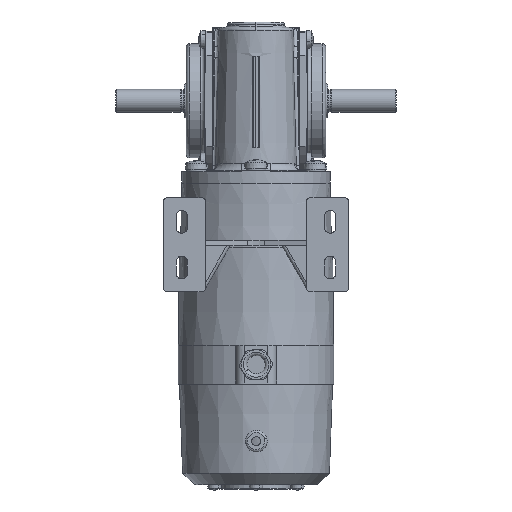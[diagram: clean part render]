
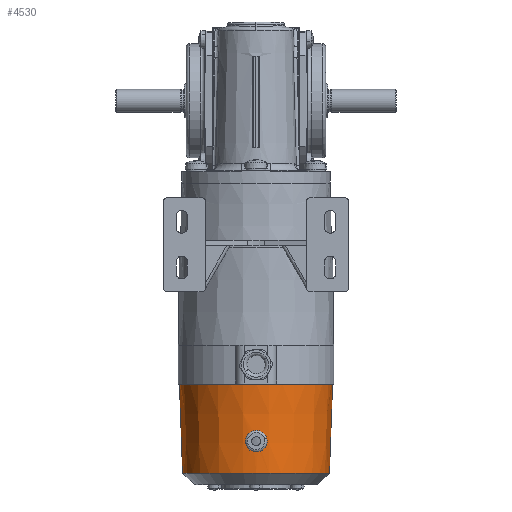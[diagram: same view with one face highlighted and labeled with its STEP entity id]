
A CAD part, front view. The second image highlights one B-rep face of the part: STEP entity #4530.
In plain terms, the highlighted conical face has half-angle 2 degrees and reference radius 32.138 mm.
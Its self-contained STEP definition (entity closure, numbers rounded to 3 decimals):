
#4530 = ADVANCED_FACE ( 'NONE', ( #26076, #26075 ), #26083, .T. ) ;
#9314 = VERTEX_POINT ( 'NONE', #38626 ) ;
#11074 = VERTEX_POINT ( 'NONE', #57937 ) ;
#11129 = VERTEX_POINT ( 'NONE', #58053 ) ;
#11154 = VERTEX_POINT ( 'NONE', #58105 ) ;
#11280 = VERTEX_POINT ( 'NONE', #58257 ) ;
#11375 = VERTEX_POINT ( 'NONE', #58352 ) ;
#15586 = EDGE_LOOP ( 'NONE', ( #70111, #70112 ) ) ;
#24447 = AXIS2_PLACEMENT_3D ( 'NONE', #28103, #28104, #28099 ) ;
#26075 = FACE_BOUND ( 'NONE', #15586, .T. ) ;
#26076 = FACE_OUTER_BOUND ( 'NONE', #51325, .T. ) ;
#26083 = CONICAL_SURFACE ( 'NONE', #24447, 32.138, 0.035 ) ;
#28099 = DIRECTION ( 'NONE',  ( 1., 0.003, 0. ) ) ;
#28103 = CARTESIAN_POINT ( 'NONE',  ( 0., 0., -101. ) ) ;
#28104 = DIRECTION ( 'NONE',  ( 0., 0., 1. ) ) ;
#38626 = CARTESIAN_POINT ( 'NONE',  ( 0.091, -32.739, -83.8 ) ) ;
#42742 = AXIS2_PLACEMENT_3D ( 'NONE', #78565, #78566, #78567 ) ;
#42743 = AXIS2_PLACEMENT_3D ( 'NONE', #78570, #78571, #78572 ) ;
#51325 = EDGE_LOOP ( 'NONE', ( #70104, #70106, #70108, #70109 ) ) ;
#51912 = EDGE_CURVE ( 'NONE', #11129, #9314, #71894, .T. ) ;
#52010 = EDGE_CURVE ( 'NONE', #11154, #11280, #76710, .T. ) ;
#52013 = EDGE_CURVE ( 'NONE', #11074, #11375, #76711, .T. ) ;
#52018 = EDGE_CURVE ( 'NONE', #11280, #11375, #76718, .T. ) ;
#52020 = EDGE_CURVE ( 'NONE', #11154, #11074, #76719, .T. ) ;
#52022 = EDGE_CURVE ( 'NONE', #9314, #11129, #71901, .T. ) ;
#57937 = CARTESIAN_POINT ( 'NONE',  ( 32.138, 0.089, -101. ) ) ;
#58053 = CARTESIAN_POINT ( 'NONE',  ( 0.09, -32.515, -90.2 ) ) ;
#58105 = CARTESIAN_POINT ( 'NONE',  ( -32.138, -0.089, -101. ) ) ;
#58257 = CARTESIAN_POINT ( 'NONE',  ( -33.5, -0.093, -62. ) ) ;
#58352 = CARTESIAN_POINT ( 'NONE',  ( 33.5, 0.093, -62. ) ) ;
#70104 = ORIENTED_EDGE ( 'NONE', *, *, #52010, .F. ) ;
#70106 = ORIENTED_EDGE ( 'NONE', *, *, #52020, .T. ) ;
#70108 = ORIENTED_EDGE ( 'NONE', *, *, #52013, .T. ) ;
#70109 = ORIENTED_EDGE ( 'NONE', *, *, #52018, .F. ) ;
#70111 = ORIENTED_EDGE ( 'NONE', *, *, #52022, .T. ) ;
#70112 = ORIENTED_EDGE ( 'NONE', *, *, #51912, .T. ) ;
#71894 = B_SPLINE_CURVE_WITH_KNOTS ( 'NONE', 3,
 ( #78273, #78254, #78280, #78282, #78284, #78286, #78288, #78290, #78291, #78293, #78295, #78297, #78299, #78301, #78303, #78304, #78306, #78308, #78310, #78312, #78314, #78316, #78317, #78319, #78321, #78323 ),
 .UNSPECIFIED., .F., .F.,
 ( 4, 2, 2, 2, 2, 2, 2, 2, 2, 2, 2, 2, 4 ),
 ( 0.018, 0.019, 0.021, 0.021, 0.022, 0.023, 0.023, 0.024, 0.025, 0.026, 0.026, 0.027, 0.028 ),
 .UNSPECIFIED. ) ;
#71901 = B_SPLINE_CURVE_WITH_KNOTS ( 'NONE', 3,
 ( #78568, #78569, #78573, #78574, #78575, #78576, #78577, #78578, #78579, #78580, #78581, #78582, #78583, #78584, #78585, #78586, #78587, #78588, #78589, #78590, #78591, #78592, #78593, #78594, #78595, #78596, #78597, #78598, #78599, #78600 ),
 .UNSPECIFIED., .F., .F.,
 ( 4, 2, 2, 2, 2, 2, 2, 2, 2, 2, 2, 2, 2, 2, 4 ),
 ( 0.008, 0.009, 0.009, 0.01, 0.011, 0.012, 0.013, 0.013, 0.014, 0.014, 0.016, 0.016, 0.017, 0.018, 0.018 ),
 .UNSPECIFIED. ) ;
#76710 = LINE ( 'NONE', #78551, #76714 ) ;
#76711 = LINE ( 'NONE', #78558, #76717 ) ;
#76714 = VECTOR ( 'NONE', #78557, 1000. ) ;
#76717 = VECTOR ( 'NONE', #78556, 1000. ) ;
#76718 = CIRCLE ( 'NONE', #42742, 33.5 ) ;
#76719 = CIRCLE ( 'NONE', #42743, 32.138 ) ;
#78254 = CARTESIAN_POINT ( 'NONE',  ( -0.331, -32.516, -90.2 ) ) ;
#78273 = CARTESIAN_POINT ( 'NONE',  ( 0.09, -32.515, -90.2 ) ) ;
#78280 = CARTESIAN_POINT ( 'NONE',  ( -0.746, -32.512, -90.117 ) ) ;
#78282 = CARTESIAN_POINT ( 'NONE',  ( -1.526, -32.496, -89.794 ) ) ;
#78284 = CARTESIAN_POINT ( 'NONE',  ( -1.882, -32.485, -89.555 ) ) ;
#78286 = CARTESIAN_POINT ( 'NONE',  ( -2.323, -32.471, -89.112 ) ) ;
#78288 = CARTESIAN_POINT ( 'NONE',  ( -2.458, -32.466, -88.947 ) ) ;
#78290 = CARTESIAN_POINT ( 'NONE',  ( -2.69, -32.46, -88.598 ) ) ;
#78291 = CARTESIAN_POINT ( 'NONE',  ( -2.788, -32.458, -88.414 ) ) ;
#78293 = CARTESIAN_POINT ( 'NONE',  ( -2.948, -32.458, -88.027 ) ) ;
#78295 = CARTESIAN_POINT ( 'NONE',  ( -3.009, -32.459, -87.823 ) ) ;
#78297 = CARTESIAN_POINT ( 'NONE',  ( -3.09, -32.466, -87.413 ) ) ;
#78299 = CARTESIAN_POINT ( 'NONE',  ( -3.11, -32.471, -87.205 ) ) ;
#78301 = CARTESIAN_POINT ( 'NONE',  ( -3.109, -32.493, -86.573 ) ) ;
#78303 = CARTESIAN_POINT ( 'NONE',  ( -3.026, -32.516, -86.158 ) ) ;
#78304 = CARTESIAN_POINT ( 'NONE',  ( -2.783, -32.558, -85.576 ) ) ;
#78306 = CARTESIAN_POINT ( 'NONE',  ( -2.685, -32.573, -85.393 ) ) ;
#78308 = CARTESIAN_POINT ( 'NONE',  ( -2.453, -32.603, -85.047 ) ) ;
#78310 = CARTESIAN_POINT ( 'NONE',  ( -2.318, -32.619, -84.882 ) ) ;
#78312 = CARTESIAN_POINT ( 'NONE',  ( -2.022, -32.649, -84.587 ) ) ;
#78314 = CARTESIAN_POINT ( 'NONE',  ( -1.861, -32.663, -84.456 ) ) ;
#78316 = CARTESIAN_POINT ( 'NONE',  ( -1.513, -32.689, -84.223 ) ) ;
#78317 = CARTESIAN_POINT ( 'NONE',  ( -1.326, -32.701, -84.123 ) ) ;
#78319 = CARTESIAN_POINT ( 'NONE',  ( -0.748, -32.73, -83.884 ) ) ;
#78321 = CARTESIAN_POINT ( 'NONE',  ( -0.326, -32.74, -83.8 ) ) ;
#78323 = CARTESIAN_POINT ( 'NONE',  ( 0.091, -32.739, -83.8 ) ) ;
#78551 = CARTESIAN_POINT ( 'NONE',  ( -32.138, -0.089, -101. ) ) ;
#78556 = DIRECTION ( 'NONE',  ( 0.035, 0., 0.999 ) ) ;
#78557 = DIRECTION ( 'NONE',  ( -0.035, 0., 0.999 ) ) ;
#78558 = CARTESIAN_POINT ( 'NONE',  ( 32.138, 0.089, -101. ) ) ;
#78565 = CARTESIAN_POINT ( 'NONE',  ( 0., 0., -62. ) ) ;
#78566 = DIRECTION ( 'NONE',  ( 0., 0., 1. ) ) ;
#78567 = DIRECTION ( 'NONE',  ( 1., 0.003, 0. ) ) ;
#78568 = CARTESIAN_POINT ( 'NONE',  ( 0.091, -32.739, -83.8 ) ) ;
#78569 = CARTESIAN_POINT ( 'NONE',  ( 0.3, -32.738, -83.8 ) ) ;
#78570 = CARTESIAN_POINT ( 'NONE',  ( 0., 0., -101. ) ) ;
#78571 = DIRECTION ( 'NONE',  ( 0., 0., 1. ) ) ;
#78572 = DIRECTION ( 'NONE',  ( 1., 0.003, 0. ) ) ;
#78573 = CARTESIAN_POINT ( 'NONE',  ( 0.511, -32.735, -83.821 ) ) ;
#78574 = CARTESIAN_POINT ( 'NONE',  ( 0.923, -32.723, -83.903 ) ) ;
#78575 = CARTESIAN_POINT ( 'NONE',  ( 1.122, -32.714, -83.964 ) ) ;
#78576 = CARTESIAN_POINT ( 'NONE',  ( 1.509, -32.693, -84.124 ) ) ;
#78577 = CARTESIAN_POINT ( 'NONE',  ( 1.696, -32.68, -84.224 ) ) ;
#78578 = CARTESIAN_POINT ( 'NONE',  ( 2.043, -32.652, -84.456 ) ) ;
#78579 = CARTESIAN_POINT ( 'NONE',  ( 2.204, -32.637, -84.588 ) ) ;
#78580 = CARTESIAN_POINT ( 'NONE',  ( 2.65, -32.589, -85.034 ) ) ;
#78581 = CARTESIAN_POINT ( 'NONE',  ( 2.885, -32.556, -85.386 ) ) ;
#78582 = CARTESIAN_POINT ( 'NONE',  ( 3.127, -32.513, -85.968 ) ) ;
#78583 = CARTESIAN_POINT ( 'NONE',  ( 3.187, -32.5, -86.167 ) ) ;
#78584 = CARTESIAN_POINT ( 'NONE',  ( 3.269, -32.478, -86.577 ) ) ;
#78585 = CARTESIAN_POINT ( 'NONE',  ( 3.29, -32.468, -86.789 ) ) ;
#78586 = CARTESIAN_POINT ( 'NONE',  ( 3.29, -32.453, -87.207 ) ) ;
#78587 = CARTESIAN_POINT ( 'NONE',  ( 3.27, -32.448, -87.415 ) ) ;
#78588 = CARTESIAN_POINT ( 'NONE',  ( 3.189, -32.442, -87.827 ) ) ;
#78589 = CARTESIAN_POINT ( 'NONE',  ( 3.127, -32.441, -88.03 ) ) ;
#78590 = CARTESIAN_POINT ( 'NONE',  ( 2.888, -32.443, -88.609 ) ) ;
#78591 = CARTESIAN_POINT ( 'NONE',  ( 2.649, -32.452, -88.966 ) ) ;
#78592 = CARTESIAN_POINT ( 'NONE',  ( 2.206, -32.468, -89.409 ) ) ;
#78593 = CARTESIAN_POINT ( 'NONE',  ( 2.042, -32.474, -89.544 ) ) ;
#78594 = CARTESIAN_POINT ( 'NONE',  ( 1.693, -32.486, -89.777 ) ) ;
#78595 = CARTESIAN_POINT ( 'NONE',  ( 1.509, -32.492, -89.876 ) ) ;
#78596 = CARTESIAN_POINT ( 'NONE',  ( 1.123, -32.502, -90.036 ) ) ;
#78597 = CARTESIAN_POINT ( 'NONE',  ( 0.919, -32.506, -90.098 ) ) ;
#78598 = CARTESIAN_POINT ( 'NONE',  ( 0.509, -32.513, -90.179 ) ) ;
#78599 = CARTESIAN_POINT ( 'NONE',  ( 0.301, -32.515, -90.2 ) ) ;
#78600 = CARTESIAN_POINT ( 'NONE',  ( 0.09, -32.515, -90.2 ) ) ;
